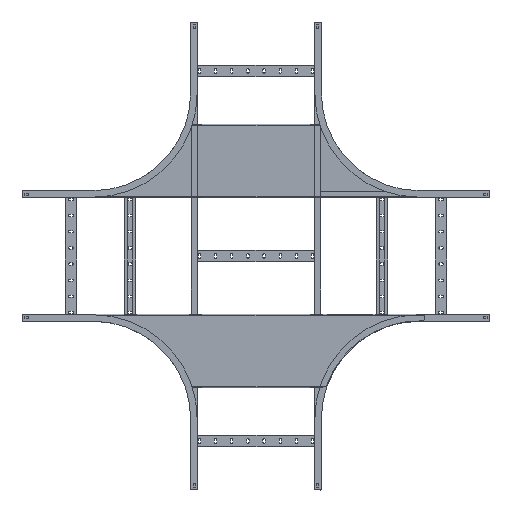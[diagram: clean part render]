
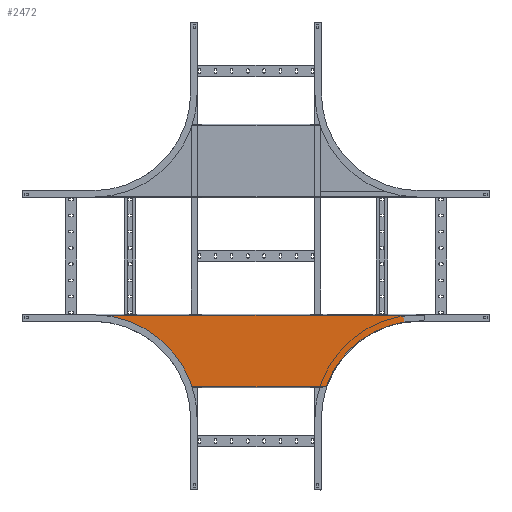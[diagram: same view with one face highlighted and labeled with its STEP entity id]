
A CAD part, top view. The second image highlights one B-rep face of the part: STEP entity #2472.
In plain terms, the highlighted face is planar.
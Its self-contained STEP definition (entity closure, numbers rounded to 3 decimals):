
#38 = ORIENTED_EDGE ( 'NONE', *, *, #2967, .T. ) ;
#108 = DIRECTION ( 'NONE',  ( 0., -1., 0. ) ) ;
#169 = LINE ( 'NONE', #4269, #8770 ) ;
#200 = CARTESIAN_POINT ( 'NONE',  ( 515.4, -1.2, -393.2 ) ) ;
#495 = VERTEX_POINT ( 'NONE', #7729 ) ;
#620 = CIRCLE ( 'NONE', #6740, 301.8 ) ;
#670 = AXIS2_PLACEMENT_3D ( 'NONE', #1690, #108, #7678 ) ;
#782 = VECTOR ( 'NONE', #4385, 1000. ) ;
#864 = ORIENTED_EDGE ( 'NONE', *, *, #3141, .F. ) ;
#989 = VERTEX_POINT ( 'NONE', #6069 ) ;
#1170 = AXIS2_PLACEMENT_3D ( 'NONE', #6078, #9113, #1602 ) ;
#1390 = EDGE_CURVE ( 'NONE', #3912, #989, #8519, .T. ) ;
#1583 = ORIENTED_EDGE ( 'NONE', *, *, #1862, .T. ) ;
#1602 = DIRECTION ( 'NONE',  ( 0., 0., 1. ) ) ;
#1690 = CARTESIAN_POINT ( 'NONE',  ( 510.4, -1.2, -380. ) ) ;
#1807 = VERTEX_POINT ( 'NONE', #5726 ) ;
#1862 = EDGE_CURVE ( 'NONE', #7282, #1807, #8204, .T. ) ;
#1927 = DIRECTION ( 'NONE',  ( 0., -1., 0. ) ) ;
#1992 = LINE ( 'NONE', #8722, #6584 ) ;
#2042 = VERTEX_POINT ( 'NONE', #200 ) ;
#2044 = FACE_OUTER_BOUND ( 'NONE', #7339, .T. ) ;
#2096 = LINE ( 'NONE', #8394, #6222 ) ;
#2129 = ORIENTED_EDGE ( 'NONE', *, *, #6407, .F. ) ;
#2130 = VERTEX_POINT ( 'NONE', #6775 ) ;
#2135 = CARTESIAN_POINT ( 'NONE',  ( -560., -1.2, -173.2 ) ) ;
#2300 = ORIENTED_EDGE ( 'NONE', *, *, #6917, .T. ) ;
#2372 = VERTEX_POINT ( 'NONE', #6911 ) ;
#2449 = DIRECTION ( 'NONE',  ( 0., 0., 1. ) ) ;
#2472 = ADVANCED_FACE ( 'NONE', ( #2044 ), #5646, .F. ) ;
#2587 = CARTESIAN_POINT ( 'NONE',  ( -499.538, -1.2, -73.2 ) ) ;
#2613 = EDGE_CURVE ( 'NONE', #2130, #2042, #8192, .T. ) ;
#2699 = EDGE_CURVE ( 'NONE', #5573, #6483, #169, .T. ) ;
#2724 = ORIENTED_EDGE ( 'NONE', *, *, #1390, .F. ) ;
#2967 = EDGE_CURVE ( 'NONE', #3912, #6483, #7698, .T. ) ;
#2970 = ORIENTED_EDGE ( 'NONE', *, *, #2699, .F. ) ;
#3002 = EDGE_CURVE ( 'NONE', #989, #1807, #3442, .T. ) ;
#3047 = DIRECTION ( 'NONE',  ( -1., 0., 0. ) ) ;
#3118 = AXIS2_PLACEMENT_3D ( 'NONE', #2587, #3348, #5546 ) ;
#3141 = EDGE_CURVE ( 'NONE', #7282, #2372, #620, .T. ) ;
#3261 = CIRCLE ( 'NONE', #670, 5. ) ;
#3348 = DIRECTION ( 'NONE',  ( 0., 1., 0. ) ) ;
#3442 = CIRCLE ( 'NONE', #5764, 301.8 ) ;
#3786 = CARTESIAN_POINT ( 'NONE',  ( -499.538, -1.2, -375. ) ) ;
#3912 = VERTEX_POINT ( 'NONE', #8959 ) ;
#4269 = CARTESIAN_POINT ( 'NONE',  ( -515.4, -1.2, -395.4 ) ) ;
#4385 = DIRECTION ( 'NONE',  ( -1., 0., 0. ) ) ;
#5147 = CARTESIAN_POINT ( 'NONE',  ( -515.4, -1.2, -393.2 ) ) ;
#5219 = DIRECTION ( 'NONE',  ( 1., 0., 0. ) ) ;
#5546 = DIRECTION ( 'NONE',  ( 0., 0., 1. ) ) ;
#5573 = VERTEX_POINT ( 'NONE', #5147 ) ;
#5646 = PLANE ( 'NONE',  #3118 ) ;
#5680 = DIRECTION ( 'NONE',  ( 1., 0., 0. ) ) ;
#5726 = CARTESIAN_POINT ( 'NONE',  ( -214.787, -1.2, -173.2 ) ) ;
#5764 = AXIS2_PLACEMENT_3D ( 'NONE', #7752, #7820, #2449 ) ;
#5844 = DIRECTION ( 'NONE',  ( 0., 0., -1. ) ) ;
#5999 = EDGE_CURVE ( 'NONE', #2372, #495, #1992, .T. ) ;
#6069 = CARTESIAN_POINT ( 'NONE',  ( -499.538, -1.2, -375. ) ) ;
#6078 = CARTESIAN_POINT ( 'NONE',  ( -510.4, -1.2, -380. ) ) ;
#6222 = VECTOR ( 'NONE', #3047, 1000. ) ;
#6407 = EDGE_CURVE ( 'NONE', #2042, #5573, #2096, .T. ) ;
#6474 = CARTESIAN_POINT ( 'NONE',  ( 515.4, -1.2, -395.4 ) ) ;
#6483 = VERTEX_POINT ( 'NONE', #7097 ) ;
#6584 = VECTOR ( 'NONE', #5680, 1000. ) ;
#6740 = AXIS2_PLACEMENT_3D ( 'NONE', #8703, #1927, #7222 ) ;
#6775 = CARTESIAN_POINT ( 'NONE',  ( 515.4, -1.2, -380. ) ) ;
#6911 = CARTESIAN_POINT ( 'NONE',  ( 499.538, -1.2, -375. ) ) ;
#6917 = EDGE_CURVE ( 'NONE', #2130, #495, #3261, .T. ) ;
#6977 = VECTOR ( 'NONE', #5219, 1000. ) ;
#7097 = CARTESIAN_POINT ( 'NONE',  ( -515.4, -1.2, -380. ) ) ;
#7222 = DIRECTION ( 'NONE',  ( 0., 0., -1. ) ) ;
#7240 = VECTOR ( 'NONE', #5844, 1000. ) ;
#7282 = VERTEX_POINT ( 'NONE', #8766 ) ;
#7339 = EDGE_LOOP ( 'NONE', ( #9322, #2300, #8511, #864, #1583, #8240, #2724, #38, #2970, #2129 ) ) ;
#7678 = DIRECTION ( 'NONE',  ( 0., 0., 1. ) ) ;
#7698 = CIRCLE ( 'NONE', #1170, 5. ) ;
#7729 = CARTESIAN_POINT ( 'NONE',  ( 510.4, -1.2, -375. ) ) ;
#7752 = CARTESIAN_POINT ( 'NONE',  ( -499.538, -1.2, -73.2 ) ) ;
#7820 = DIRECTION ( 'NONE',  ( 0., -1., 0. ) ) ;
#8062 = DIRECTION ( 'NONE',  ( 0., 0., 1. ) ) ;
#8192 = LINE ( 'NONE', #6474, #7240 ) ;
#8204 = LINE ( 'NONE', #2135, #782 ) ;
#8240 = ORIENTED_EDGE ( 'NONE', *, *, #3002, .F. ) ;
#8394 = CARTESIAN_POINT ( 'NONE',  ( -687., -1.2, -393.2 ) ) ;
#8511 = ORIENTED_EDGE ( 'NONE', *, *, #5999, .F. ) ;
#8519 = LINE ( 'NONE', #3786, #6977 ) ;
#8703 = CARTESIAN_POINT ( 'NONE',  ( 499.538, -1.2, -73.2 ) ) ;
#8722 = CARTESIAN_POINT ( 'NONE',  ( 499.538, -1.2, -375. ) ) ;
#8766 = CARTESIAN_POINT ( 'NONE',  ( 214.787, -1.2, -173.2 ) ) ;
#8770 = VECTOR ( 'NONE', #8062, 1000. ) ;
#8959 = CARTESIAN_POINT ( 'NONE',  ( -510.4, -1.2, -375. ) ) ;
#9113 = DIRECTION ( 'NONE',  ( 0., -1., 0. ) ) ;
#9322 = ORIENTED_EDGE ( 'NONE', *, *, #2613, .F. ) ;
